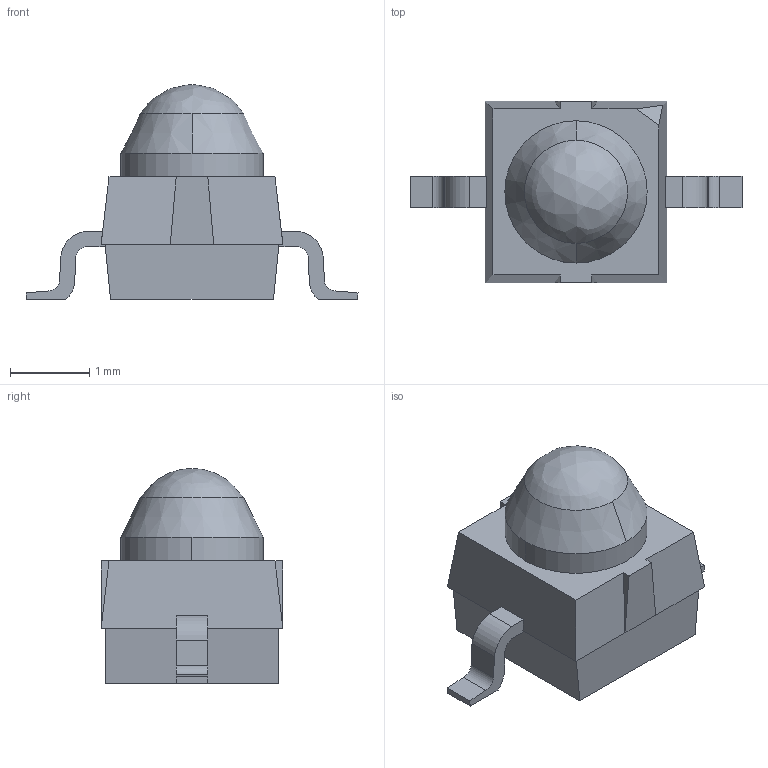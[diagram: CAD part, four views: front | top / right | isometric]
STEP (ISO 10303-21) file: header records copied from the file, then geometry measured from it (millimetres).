
FILE_DESCRIPTION (( 'STEP AP214' ), '1' );
FILE_NAME ('User Library-VSMB2020X01.STEP', '2013-06-27T06:31:41', ( 'Windows User' ), ( '' ), 'SwSTEP 2.0', 'SolidWorks 2013', '' );
FILE_SCHEMA (( 'AUTOMOTIVE_DESIGN' ));
Length unit declared in the file: millimetre
Products named in the file (1): User Library-VSMB2020X01
Bounding box: 4.2 x 2.3 x 2.72 mm (x, y, z)
Volume: 9.6 mm3; surface area: 30.1 mm2
Topology: 1 solids, 1 shells, 52 faces, 143 edges, 94 vertices
Faces by surface type: plane 39, cylinder 10, cone 2, bspline 1
Entity records: 2256 total; most frequent: CARTESIAN_POINT 305, ORIENTED_EDGE 286, DIRECTION 271, EDGE_CURVE 143, VECTOR 119, LINE 119, VERTEX_POINT 94, AXIS2_PLACEMENT_3D 76
